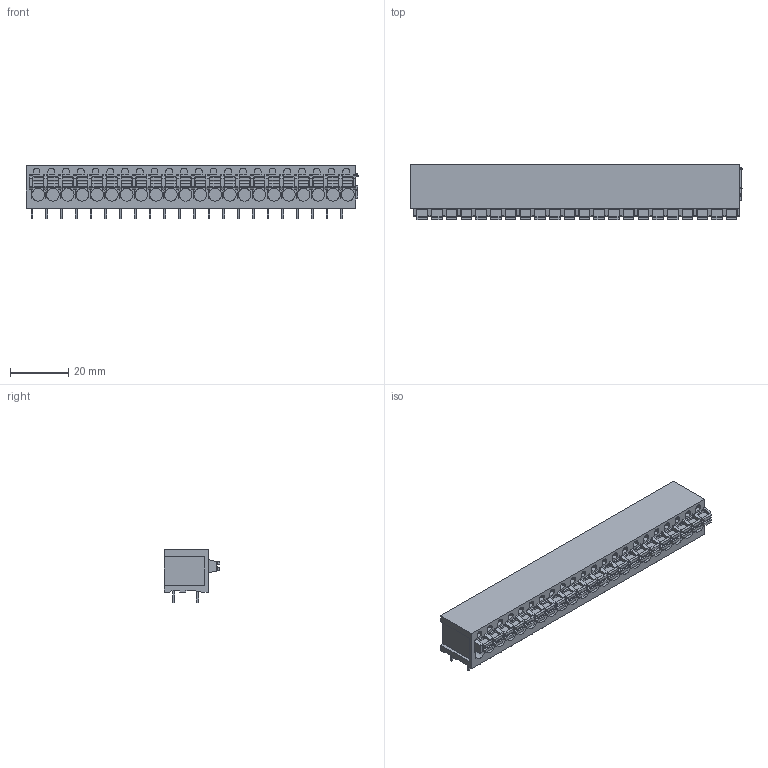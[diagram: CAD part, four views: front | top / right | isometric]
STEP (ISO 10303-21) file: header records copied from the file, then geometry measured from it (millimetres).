
FILE_DESCRIPTION(('CATIA V5 STEP Exchange','CAx-IF Rec.Pracs.--- Model Styling and Organization---1.4--- 2014-01-23'),'2;1');
FILE_NAME ('350884-1_0_1426030000_1426030000.stp','2021-07-07T13:27:15+00:00',('none'),('Weidmueller'),'CATIA Version 5-6 Release 2016 SP3 HF44','CATIA V5 STEP AP214','none');
FILE_SCHEMA(('AUTOMOTIVE_DESIGN { 1 0 10303 214 1 1 1 1 }'));
Length unit declared in the file: millimetre
Products named in the file (1): 1426030000
Bounding box: 114.41 x 19.2 x 18.3 mm (x, y, z)
Volume: 23761.8 mm3; surface area: 13729 mm2
Topology: 67 solids, 67 shells, 1492 faces, 3933 edges, 2622 vertices
Faces by surface type: plane 1143, cylinder 349
Entity records: 44636 total; most frequent: CARTESIAN_POINT 7886, ORIENTED_EDGE 7866, DIRECTION 6040, EDGE_CURVE 3933, VECTOR 3191, LINE 3191, VERTEX_POINT 2622, AXIS2_PLACEMENT_3D 1773
